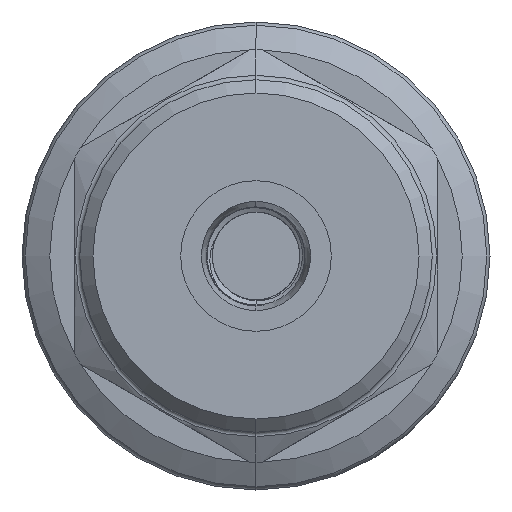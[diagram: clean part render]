
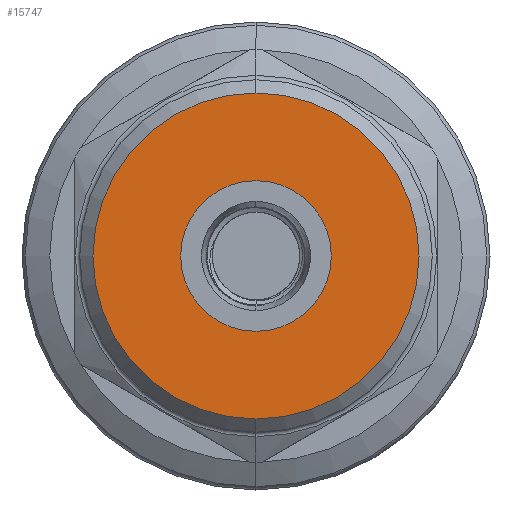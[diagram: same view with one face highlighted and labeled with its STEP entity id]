
A CAD part, left-side view. The second image highlights one B-rep face of the part: STEP entity #15747.
In plain terms, the highlighted planar face has unit normal (-1, 0, 0).
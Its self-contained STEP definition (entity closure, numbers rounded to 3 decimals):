
#209 = EDGE_CURVE ( 'NONE', #16361, #16356, #1394, .T. ) ;
#927 = ORIENTED_EDGE ( 'NONE', *, *, #16035, .T. ) ;
#928 = ORIENTED_EDGE ( 'NONE', *, *, #209, .T. ) ;
#929 = ORIENTED_EDGE ( 'NONE', *, *, #16036, .F. ) ;
#930 = ORIENTED_EDGE ( 'NONE', *, *, #16160, .F. ) ;
#1394 = CIRCLE ( 'NONE', #17651, 18.5 ) ;
#1626 = CARTESIAN_POINT ( 'NONE',  ( -20., 0., 0. ) ) ;
#1627 = DIRECTION ( 'NONE',  ( -1., 0., 0. ) ) ;
#1628 = DIRECTION ( 'NONE',  ( 0., 0., 1. ) ) ;
#4291 = FACE_OUTER_BOUND ( 'NONE', #17072, .T. ) ;
#4295 = FACE_BOUND ( 'NONE', #17074, .T. ) ;
#4349 = AXIS2_PLACEMENT_3D ( 'NONE', #4590, #4591, #4592 ) ;
#4582 = PLANE ( 'NONE',  #4349 ) ;
#4590 = CARTESIAN_POINT ( 'NONE',  ( -20., 0., 0. ) ) ;
#4591 = DIRECTION ( 'NONE',  ( -1., 0., 0. ) ) ;
#4592 = DIRECTION ( 'NONE',  ( 0., 0., 1. ) ) ;
#10160 = AXIS2_PLACEMENT_3D ( 'NONE', #12373, #12374, #12375 ) ;
#10161 = AXIS2_PLACEMENT_3D ( 'NONE', #12378, #12379, #12380 ) ;
#11637 = CIRCLE ( 'NONE', #10160, 18.5 ) ;
#11638 = CIRCLE ( 'NONE', #10161, 8.55 ) ;
#11778 = CIRCLE ( 'NONE', #12979, 8.55 ) ;
#12373 = CARTESIAN_POINT ( 'NONE',  ( -20., 0., 0. ) ) ;
#12374 = DIRECTION ( 'NONE',  ( -1., 0., 0. ) ) ;
#12375 = DIRECTION ( 'NONE',  ( 0., 0., 1. ) ) ;
#12378 = CARTESIAN_POINT ( 'NONE',  ( -20., 0., 0. ) ) ;
#12379 = DIRECTION ( 'NONE',  ( -1., 0., 0. ) ) ;
#12380 = DIRECTION ( 'NONE',  ( 0., 0., 1. ) ) ;
#12979 = AXIS2_PLACEMENT_3D ( 'NONE', #13205, #13206, #13207 ) ;
#13205 = CARTESIAN_POINT ( 'NONE',  ( -20., 0., 0. ) ) ;
#13206 = DIRECTION ( 'NONE',  ( -1., 0., 0. ) ) ;
#13207 = DIRECTION ( 'NONE',  ( 0., 0., 1. ) ) ;
#13616 = CARTESIAN_POINT ( 'NONE',  ( -20., 0., 8.55 ) ) ;
#13644 = CARTESIAN_POINT ( 'NONE',  ( -20., 0., -8.55 ) ) ;
#13705 = CARTESIAN_POINT ( 'NONE',  ( -20., 0., -18.5 ) ) ;
#13710 = CARTESIAN_POINT ( 'NONE',  ( -20., 0., 18.5 ) ) ;
#15747 = ADVANCED_FACE ( 'NONE', ( #4291, #4295 ), #4582, .T. ) ;
#16035 = EDGE_CURVE ( 'NONE', #16356, #16361, #11637, .T. ) ;
#16036 = EDGE_CURVE ( 'NONE', #16266, #16295, #11638, .T. ) ;
#16160 = EDGE_CURVE ( 'NONE', #16295, #16266, #11778, .T. ) ;
#16266 = VERTEX_POINT ( 'NONE', #13616 ) ;
#16295 = VERTEX_POINT ( 'NONE', #13644 ) ;
#16356 = VERTEX_POINT ( 'NONE', #13705 ) ;
#16361 = VERTEX_POINT ( 'NONE', #13710 ) ;
#17072 = EDGE_LOOP ( 'NONE', ( #927, #928 ) ) ;
#17074 = EDGE_LOOP ( 'NONE', ( #929, #930 ) ) ;
#17651 = AXIS2_PLACEMENT_3D ( 'NONE', #1626, #1627, #1628 ) ;
